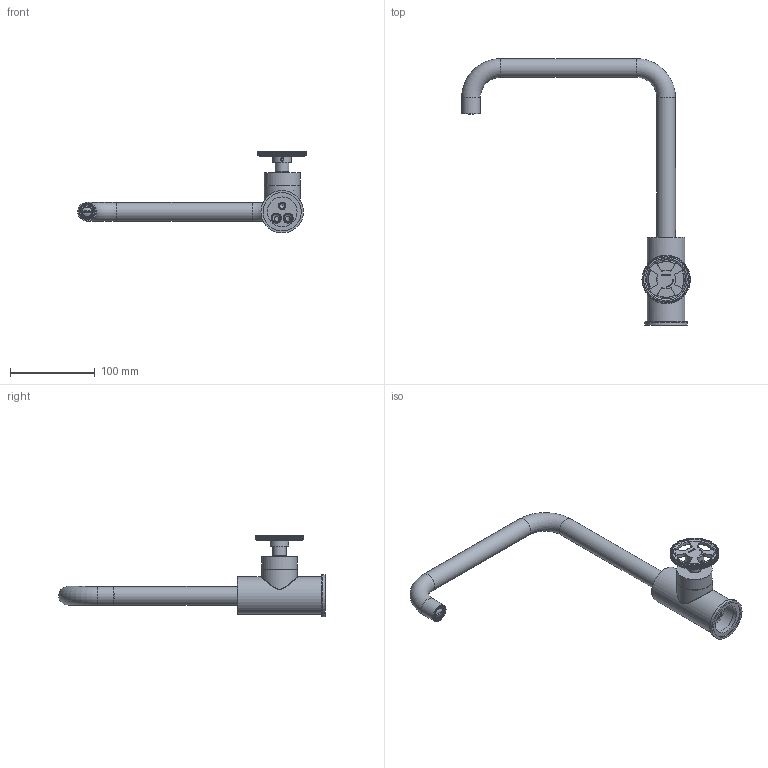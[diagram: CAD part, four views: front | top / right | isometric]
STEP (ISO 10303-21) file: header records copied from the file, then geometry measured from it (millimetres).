
FILE_DESCRIPTION(/* description */ ('Unknown'),/* implementation_level */ '2;1');
FILE_NAME(/* name */ 'CW041-20',/* time_stamp */ '2020-04-06T14:27:51+02:00',/* author */ ('Unknown'),/* organization */ ('Unknown'),/* preprocessor_version */ 'ST-DEVELOPER v16.7',/* originating_system */ 'DEX',/* authorisation */ $);
FILE_SCHEMA (('AUTOMOTIVE_DESIGN {1 0 10303 214 3 1 1}'));
Length unit declared in the file: millimetre
Products named in the file (11): CW041-00; CB041-001; CB041-01; CW004-04; CW004-02; CB003-05; CB004-002; CW003-08; CW004-03; CW004-01; CW003-02
Assembly tree (10 placements, depth 3):
  CW041-00
    CB041-001
      CB041-01
    CW004-04
    CW004-02
    CB003-05
    CB004-002
    CW003-08
    CW004-03
    CW004-01
    CW003-02
Bounding box: 269.5 x 314.2 x 96.6 mm (x, y, z)
Volume: 183686.6 mm3; surface area: 110104 mm2
Topology: 9 solids, 213 shells, 2530 faces, 5369 edges, 3291 vertices
Faces by surface type: cylinder 798, bspline 747, plane 645, torus 293, cone 46, sphere 1
Full cylindrical faces by diameter (mm): 0.75 x204, 3.242 x1, 4 x1, 4.2 x1, 5 x1, 6 x5, 6.647 x2, 7.3 x1, 8.917 x4, 11 x3, 11.3 x1, 11.5 x1, 12.5 x1, 13.2 x2, 13.8 x1, 14 x3, 14.2 x1, 14.917 x1, 15 x2, 15.5 x1, 16 x1, 16.9 x1, 17 x2, 17.4 x1, 18 x3, 18.1 x1, 18.4 x1, 18.6 x1, 18.75 x1, 22 x4
Entity records: 88091 total; most frequent: CARTESIAN_POINT 23911, ORIENTED_EDGE 9622, DIRECTION 9093, EDGE_CURVE 4811, AXIS2_PLACEMENT_3D 4058, VERTEX_POINT 3079, FACE_BOUND 2928, EDGE_LOOP 2921
